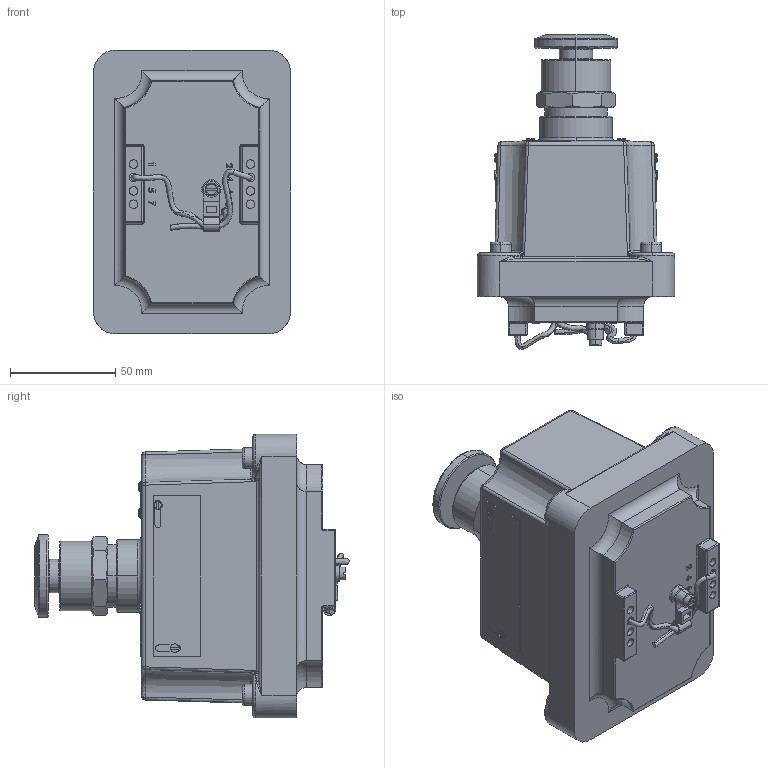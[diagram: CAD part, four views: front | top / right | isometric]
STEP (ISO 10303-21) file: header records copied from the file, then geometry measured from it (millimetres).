
FILE_DESCRIPTION (( 'STEP AP214' ), '1' );
FILE_NAME ('FXCS-0MMR3.step', '2016-03-09T20:35:17', ( '' ), ( '' ), 'SwSTEP 2.0', 'SolidWorks 2015', '' );
FILE_SCHEMA (( 'AUTOMOTIVE_DESIGN' ));
Length unit declared in the file: inch
Products named in the file (1): FXCS-0MMR3
Bounding box: 93.73 x 149.54 x 134.87 mm (x, y, z)
Volume: 829149 mm3; surface area: 67490.1 mm2
Topology: 1 solids, 1 shells, 732 faces, 1878 edges, 1122 vertices
Faces by surface type: plane 302, cylinder 155, bspline 149, torus 80, sphere 32, cone 14
Entity records: 34934 total; most frequent: CARTESIAN_POINT 13052, ORIENTED_EDGE 3660, DIRECTION 3144, EDGE_CURVE 1830, AXIS2_PLACEMENT_3D 1171, VERTEX_POINT 1122, LINE 802, VECTOR 802
